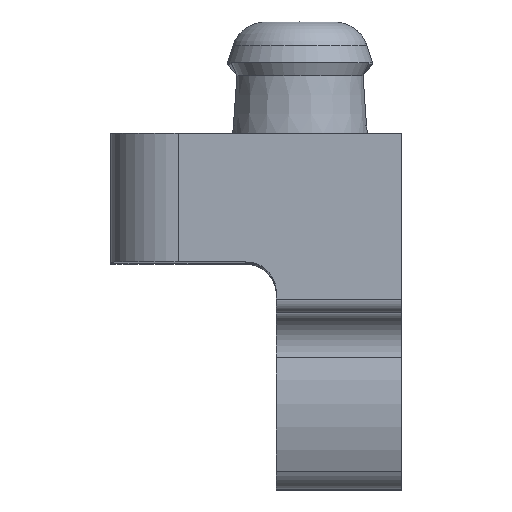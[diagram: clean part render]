
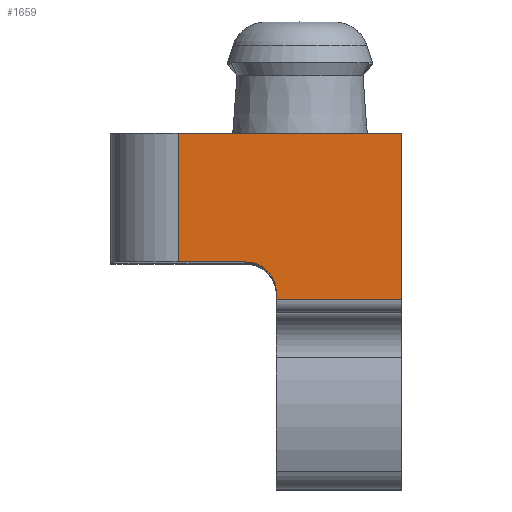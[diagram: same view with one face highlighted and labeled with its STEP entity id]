
A CAD part, top view. The second image highlights one B-rep face of the part: STEP entity #1659.
In plain terms, the highlighted planar face has unit normal (0, 0, 1).
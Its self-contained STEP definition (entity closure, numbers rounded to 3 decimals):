
#93=PLANE('',#1835);
#168=FACE_OUTER_BOUND('',#258,.T.);
#258=EDGE_LOOP('',(#1460,#1461,#1462,#1463,#1464,#1465,#1466));
#282=CIRCLE('',#1704,0.9);
#366=LINE('',#2445,#512);
#378=LINE('',#2543,#524);
#396=LINE('',#2591,#542);
#421=LINE('',#2660,#567);
#427=LINE('',#2673,#573);
#448=LINE('',#2751,#594);
#512=VECTOR('',#1924,10.);
#524=VECTOR('',#1956,10.);
#542=VECTOR('',#1992,10.);
#567=VECTOR('',#2067,10.);
#573=VECTOR('',#2081,10.);
#594=VECTOR('',#2148,10.);
#674=VERTEX_POINT('',#2384);
#675=VERTEX_POINT('',#2386);
#699=VERTEX_POINT('',#2443);
#717=VERTEX_POINT('',#2542);
#738=VERTEX_POINT('',#2589);
#757=VERTEX_POINT('',#2659);
#760=VERTEX_POINT('',#2671);
#836=EDGE_CURVE('',#674,#675,#282,.T.);
#862=EDGE_CURVE('',#699,#674,#366,.T.);
#884=EDGE_CURVE('',#717,#675,#378,.T.);
#909=EDGE_CURVE('',#738,#699,#396,.T.);
#943=EDGE_CURVE('',#717,#757,#421,.T.);
#951=EDGE_CURVE('',#760,#738,#427,.T.);
#985=EDGE_CURVE('',#760,#757,#448,.T.);
#1460=ORIENTED_EDGE('',*,*,#909,.F.);
#1461=ORIENTED_EDGE('',*,*,#951,.F.);
#1462=ORIENTED_EDGE('',*,*,#985,.T.);
#1463=ORIENTED_EDGE('',*,*,#943,.F.);
#1464=ORIENTED_EDGE('',*,*,#884,.T.);
#1465=ORIENTED_EDGE('',*,*,#836,.F.);
#1466=ORIENTED_EDGE('',*,*,#862,.F.);
#1659=ADVANCED_FACE('',(#168),#93,.T.);
#1704=AXIS2_PLACEMENT_3D('',#2387,#1881,#1882);
#1835=AXIS2_PLACEMENT_3D('',#3005,#2270,#2271);
#1881=DIRECTION('center_axis',(0.,0.,1.));
#1882=DIRECTION('ref_axis',(0.707,0.707,0.));
#1924=DIRECTION('',(0.,1.,0.));
#1956=DIRECTION('',(1.,0.,0.));
#1992=DIRECTION('',(-1.,0.,0.));
#2067=DIRECTION('',(0.,1.,0.));
#2081=DIRECTION('',(0.,-1.,0.));
#2148=DIRECTION('',(-1.,0.,0.));
#2270=DIRECTION('center_axis',(0.,0.,1.));
#2271=DIRECTION('ref_axis',(1.,0.,0.));
#2384=CARTESIAN_POINT('',(22.85,3.3,21.203));
#2386=CARTESIAN_POINT('',(21.95,4.2,21.203));
#2387=CARTESIAN_POINT('Origin',(21.95,3.3,21.203));
#2443=CARTESIAN_POINT('',(22.85,3.1,21.203));
#2445=CARTESIAN_POINT('',(22.85,3.1,21.203));
#2542=CARTESIAN_POINT('',(19.95,4.2,21.203));
#2543=CARTESIAN_POINT('',(17.95,4.2,21.203));
#2589=CARTESIAN_POINT('',(26.55,3.1,21.203));
#2591=CARTESIAN_POINT('',(24.25,3.1,21.203));
#2659=CARTESIAN_POINT('',(19.95,8.,21.203));
#2660=CARTESIAN_POINT('',(19.95,7.05,21.203));
#2671=CARTESIAN_POINT('',(26.55,8.,21.203));
#2673=CARTESIAN_POINT('',(26.55,4.2,21.203));
#2751=CARTESIAN_POINT('',(26.55,8.,21.203));
#3005=CARTESIAN_POINT('Origin',(22.25,6.1,21.203));
